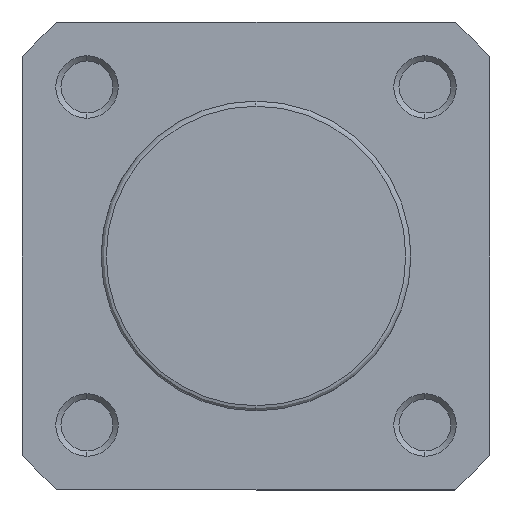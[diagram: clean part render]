
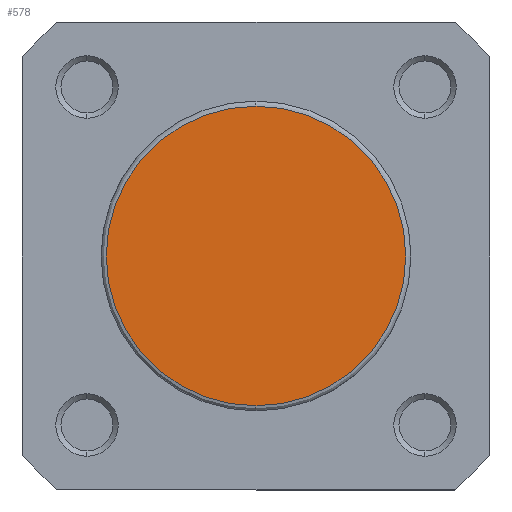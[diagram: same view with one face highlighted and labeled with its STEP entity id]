
A CAD part, left-side view. The second image highlights one B-rep face of the part: STEP entity #578.
In plain terms, the highlighted planar face has unit normal (-1, 0, 0).
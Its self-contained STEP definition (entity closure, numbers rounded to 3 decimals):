
#136 = VERTEX_POINT ( 'NONE', #419 ) ;
#419 = CARTESIAN_POINT ( 'NONE',  ( 0., 0., -14.4 ) ) ;
#578 = ADVANCED_FACE ( 'NONE', ( #3171 ), #1044, .T. ) ;
#801 = DIRECTION ( 'NONE',  ( -1., 0., 0. ) ) ;
#1044 = PLANE ( 'NONE',  #3484 ) ;
#1048 = DIRECTION ( 'NONE',  ( 0., 0., 1. ) ) ;
#1050 = CARTESIAN_POINT ( 'NONE',  ( 0., -14.9, 0. ) ) ;
#2085 = EDGE_CURVE ( 'NONE', #2296, #136, #5526, .T. ) ;
#2141 = EDGE_CURVE ( 'NONE', #136, #2296, #5612, .T. ) ;
#2296 = VERTEX_POINT ( 'NONE', #6169 ) ;
#2602 = ORIENTED_EDGE ( 'NONE', *, *, #2085, .T. ) ;
#2603 = ORIENTED_EDGE ( 'NONE', *, *, #2141, .T. ) ;
#2916 = EDGE_LOOP ( 'NONE', ( #2602, #2603 ) ) ;
#3171 = FACE_OUTER_BOUND ( 'NONE', #2916, .T. ) ;
#3484 = AXIS2_PLACEMENT_3D ( 'NONE', #1050, #801, #1048 ) ;
#3709 = AXIS2_PLACEMENT_3D ( 'NONE', #5874, #5875, #5876 ) ;
#3732 = AXIS2_PLACEMENT_3D ( 'NONE', #6003, #6010, #6011 ) ;
#5526 = CIRCLE ( 'NONE', #3709, 14.4 ) ;
#5612 = CIRCLE ( 'NONE', #3732, 14.4 ) ;
#5874 = CARTESIAN_POINT ( 'NONE',  ( 0., 0., 0. ) ) ;
#5875 = DIRECTION ( 'NONE',  ( -1., 0., 0. ) ) ;
#5876 = DIRECTION ( 'NONE',  ( 0., 0., 1. ) ) ;
#6003 = CARTESIAN_POINT ( 'NONE',  ( 0., 0., 0. ) ) ;
#6010 = DIRECTION ( 'NONE',  ( -1., 0., 0. ) ) ;
#6011 = DIRECTION ( 'NONE',  ( 0., 0., 1. ) ) ;
#6169 = CARTESIAN_POINT ( 'NONE',  ( 0., 0., 14.4 ) ) ;
